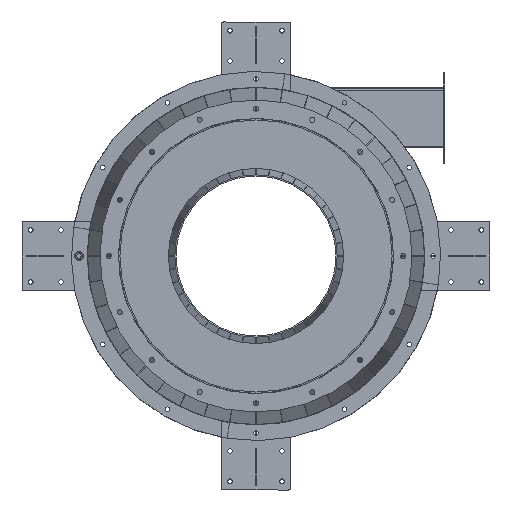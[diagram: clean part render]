
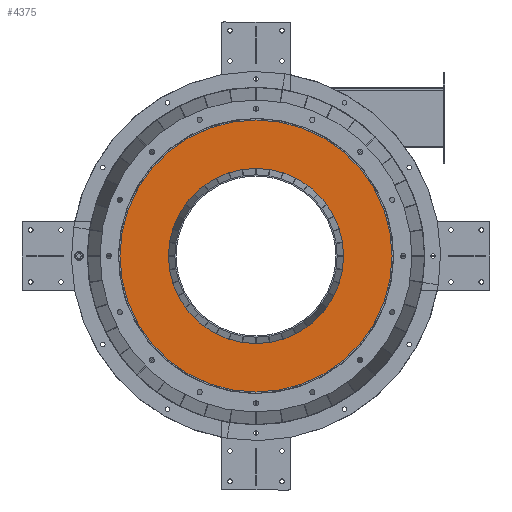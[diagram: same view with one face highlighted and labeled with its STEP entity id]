
A CAD part, front view. The second image highlights one B-rep face of the part: STEP entity #4375.
In plain terms, the highlighted planar face has unit normal (0, -1, 0).
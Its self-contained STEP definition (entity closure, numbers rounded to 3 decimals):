
#235 = VERTEX_POINT ( 'NONE', #6508 ) ;
#297 = VERTEX_POINT ( 'NONE', #5426 ) ;
#540 = AXIS2_PLACEMENT_3D ( 'NONE', #11988, #875, #6013 ) ;
#839 = DIRECTION ( 'NONE',  ( 0., 0., 1. ) ) ;
#875 = DIRECTION ( 'NONE',  ( 0., 1., 0. ) ) ;
#1802 = CARTESIAN_POINT ( 'NONE',  ( 0., 0., 314. ) ) ;
#1901 = ORIENTED_EDGE ( 'NONE', *, *, #11274, .T. ) ;
#1957 = EDGE_LOOP ( 'NONE', ( #2389, #1901 ) ) ;
#1994 = EDGE_CURVE ( 'NONE', #2450, #297, #2033, .T. ) ;
#2033 = CIRCLE ( 'NONE', #540, 202. ) ;
#2389 = ORIENTED_EDGE ( 'NONE', *, *, #1994, .T. ) ;
#2450 = VERTEX_POINT ( 'NONE', #7390 ) ;
#3383 = DIRECTION ( 'NONE',  ( 0., 1., 0. ) ) ;
#3527 = AXIS2_PLACEMENT_3D ( 'NONE', #11560, #6398, #839 ) ;
#3618 = EDGE_CURVE ( 'NONE', #7647, #235, #4867, .T. ) ;
#4068 = EDGE_CURVE ( 'NONE', #235, #7647, #13317, .T. ) ;
#4069 = CARTESIAN_POINT ( 'NONE',  ( 0., 0., 0. ) ) ;
#4203 = DIRECTION ( 'NONE',  ( 0., 0., 1. ) ) ;
#4213 = DIRECTION ( 'NONE',  ( 0., 0., 1. ) ) ;
#4375 = ADVANCED_FACE ( 'NONE', ( #11217, #9260 ), #7276, .F. ) ;
#4867 = CIRCLE ( 'NONE', #3527, 314. ) ;
#4969 = ORIENTED_EDGE ( 'NONE', *, *, #3618, .F. ) ;
#5228 = CARTESIAN_POINT ( 'NONE',  ( 0., 0., 0. ) ) ;
#5285 = AXIS2_PLACEMENT_3D ( 'NONE', #4069, #7329, #4203 ) ;
#5426 = CARTESIAN_POINT ( 'NONE',  ( 0., 0., 202. ) ) ;
#5508 = DIRECTION ( 'NONE',  ( 0., 0., 1. ) ) ;
#6013 = DIRECTION ( 'NONE',  ( 0., 0., 1. ) ) ;
#6119 = AXIS2_PLACEMENT_3D ( 'NONE', #5228, #11528, #4213 ) ;
#6304 = CIRCLE ( 'NONE', #6119, 202. ) ;
#6398 = DIRECTION ( 'NONE',  ( 0., 1., 0. ) ) ;
#6508 = CARTESIAN_POINT ( 'NONE',  ( 0., 0., -314. ) ) ;
#7169 = ORIENTED_EDGE ( 'NONE', *, *, #4068, .F. ) ;
#7276 = PLANE ( 'NONE',  #5285 ) ;
#7329 = DIRECTION ( 'NONE',  ( 0., 1., 0. ) ) ;
#7390 = CARTESIAN_POINT ( 'NONE',  ( 0., 0., -202. ) ) ;
#7647 = VERTEX_POINT ( 'NONE', #1802 ) ;
#7688 = CARTESIAN_POINT ( 'NONE',  ( 0., 0., 0. ) ) ;
#8772 = AXIS2_PLACEMENT_3D ( 'NONE', #7688, #3383, #5508 ) ;
#9260 = FACE_BOUND ( 'NONE', #1957, .T. ) ;
#9628 = EDGE_LOOP ( 'NONE', ( #7169, #4969 ) ) ;
#11217 = FACE_OUTER_BOUND ( 'NONE', #9628, .T. ) ;
#11274 = EDGE_CURVE ( 'NONE', #297, #2450, #6304, .T. ) ;
#11528 = DIRECTION ( 'NONE',  ( 0., 1., 0. ) ) ;
#11560 = CARTESIAN_POINT ( 'NONE',  ( 0., 0., 0. ) ) ;
#11988 = CARTESIAN_POINT ( 'NONE',  ( 0., 0., 0. ) ) ;
#13317 = CIRCLE ( 'NONE', #8772, 314. ) ;
